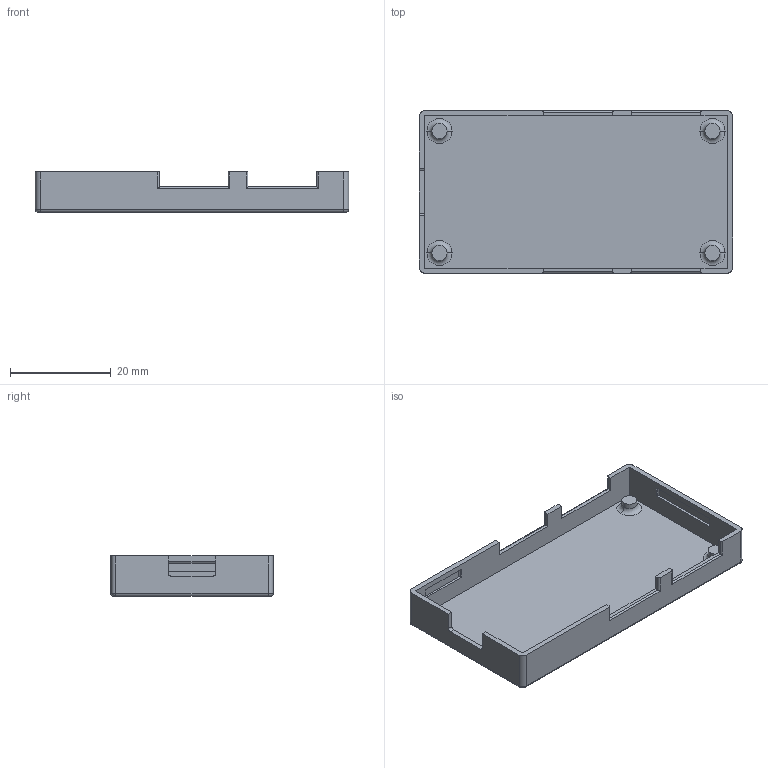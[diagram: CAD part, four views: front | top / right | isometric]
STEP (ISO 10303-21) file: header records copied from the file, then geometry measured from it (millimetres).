
FILE_DESCRIPTION(('CATIA V5 STEP Exchange'),'2;1');
FILE_NAME('USB-bottom.stp','2025-03-31T01:42:03+00:00',('none'),('none'),'CATIA Version 5 Release 21 GA (IN-10)','CATIA V5 STEP AP203','none');
FILE_SCHEMA(('CONFIG_CONTROL_DESIGN'));
Length unit declared in the file: millimetre
Products named in the file (1): Part10
Bounding box: 62.2 x 32.2 x 8 mm (x, y, z)
Volume: 3107.5 mm3; surface area: 6438.2 mm2
Topology: 1 solids, 1 shells, 112 faces, 273 edges, 164 vertices
Faces by surface type: plane 49, cylinder 45, torus 12, sphere 6
Entity records: 3061 total; most frequent: CARTESIAN_POINT 560, ORIENTED_EDGE 534, DIRECTION 435, EDGE_CURVE 267, AXIS2_PLACEMENT_3D 183, VECTOR 165, LINE 165, VERTEX_POINT 164
